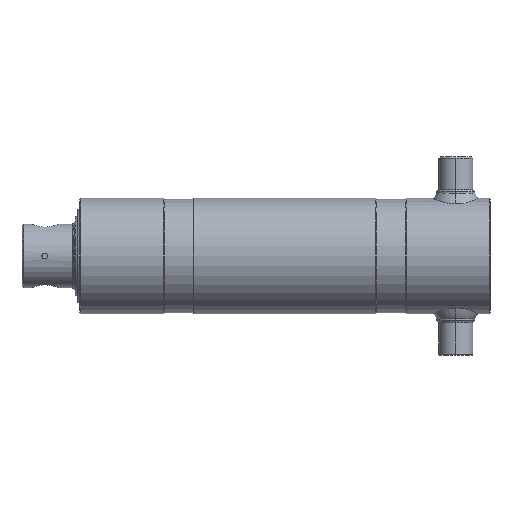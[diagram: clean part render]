
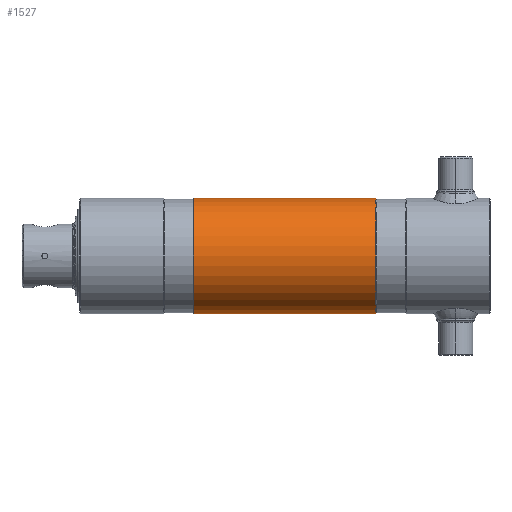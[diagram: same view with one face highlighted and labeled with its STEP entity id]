
A CAD part, left-side view. The second image highlights one B-rep face of the part: STEP entity #1527.
In plain terms, the highlighted cylindrical face has radius 75.75 mm (diameter 151.5 mm), a partial arc.
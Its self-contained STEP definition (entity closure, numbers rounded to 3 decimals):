
#37 = ORIENTED_EDGE ( 'NONE', *, *, #254, .T. ) ;
#254 = EDGE_CURVE ( 'NONE', #5928, #4760, #887, .T. ) ;
#286 = DIRECTION ( 'NONE',  ( 0., 0., 1. ) ) ;
#296 = CARTESIAN_POINT ( 'NONE',  ( 0., 150., 75.75 ) ) ;
#590 = CARTESIAN_POINT ( 'NONE',  ( 0., 389., -75.75 ) ) ;
#743 = FACE_OUTER_BOUND ( 'NONE', #8564, .T. ) ;
#887 = LINE ( 'NONE', #6245, #4546 ) ;
#1200 = ORIENTED_EDGE ( 'NONE', *, *, #6269, .T. ) ;
#1305 = EDGE_CURVE ( 'NONE', #4723, #2111, #8614, .T. ) ;
#1527 = ADVANCED_FACE ( 'NONE', ( #743 ), #2496, .T. ) ;
#1558 = CARTESIAN_POINT ( 'NONE',  ( 0., 522.61, 0. ) ) ;
#2111 = VERTEX_POINT ( 'NONE', #590 ) ;
#2496 = CYLINDRICAL_SURFACE ( 'NONE', #2833, 75.75 ) ;
#2746 = DIRECTION ( 'NONE',  ( 0., 1., 0. ) ) ;
#2773 = EDGE_CURVE ( 'NONE', #2111, #4760, #7444, .T. ) ;
#2833 = AXIS2_PLACEMENT_3D ( 'NONE', #1558, #8462, #5044 ) ;
#3068 = DIRECTION ( 'NONE',  ( 0., 1., 0. ) ) ;
#3420 = ORIENTED_EDGE ( 'NONE', *, *, #1305, .F. ) ;
#4546 = VECTOR ( 'NONE', #8605, 1000. ) ;
#4687 = DIRECTION ( 'NONE',  ( 0., 1., 0. ) ) ;
#4723 = VERTEX_POINT ( 'NONE', #7398 ) ;
#4760 = VERTEX_POINT ( 'NONE', #6001 ) ;
#4908 = AXIS2_PLACEMENT_3D ( 'NONE', #7387, #3068, #8123 ) ;
#4990 = CIRCLE ( 'NONE', #4908, 75.75 ) ;
#5044 = DIRECTION ( 'NONE',  ( 0., 0., 1. ) ) ;
#5928 = VERTEX_POINT ( 'NONE', #296 ) ;
#6001 = CARTESIAN_POINT ( 'NONE',  ( 0., 389., 75.75 ) ) ;
#6245 = CARTESIAN_POINT ( 'NONE',  ( 0., 522.61, 75.75 ) ) ;
#6269 = EDGE_CURVE ( 'NONE', #4723, #5928, #4990, .T. ) ;
#7387 = CARTESIAN_POINT ( 'NONE',  ( 0., 150., 0. ) ) ;
#7398 = CARTESIAN_POINT ( 'NONE',  ( 0., 150., -75.75 ) ) ;
#7444 = CIRCLE ( 'NONE', #8521, 75.75 ) ;
#8123 = DIRECTION ( 'NONE',  ( 0., 0., 1. ) ) ;
#8391 = VECTOR ( 'NONE', #2746, 1000. ) ;
#8462 = DIRECTION ( 'NONE',  ( 0., 1., 0. ) ) ;
#8521 = AXIS2_PLACEMENT_3D ( 'NONE', #9034, #4687, #286 ) ;
#8564 = EDGE_LOOP ( 'NONE', ( #3420, #1200, #37, #9372 ) ) ;
#8605 = DIRECTION ( 'NONE',  ( 0., 1., 0. ) ) ;
#8614 = LINE ( 'NONE', #9156, #8391 ) ;
#9034 = CARTESIAN_POINT ( 'NONE',  ( 0., 389., 0. ) ) ;
#9156 = CARTESIAN_POINT ( 'NONE',  ( 0., 522.61, -75.75 ) ) ;
#9372 = ORIENTED_EDGE ( 'NONE', *, *, #2773, .F. ) ;
